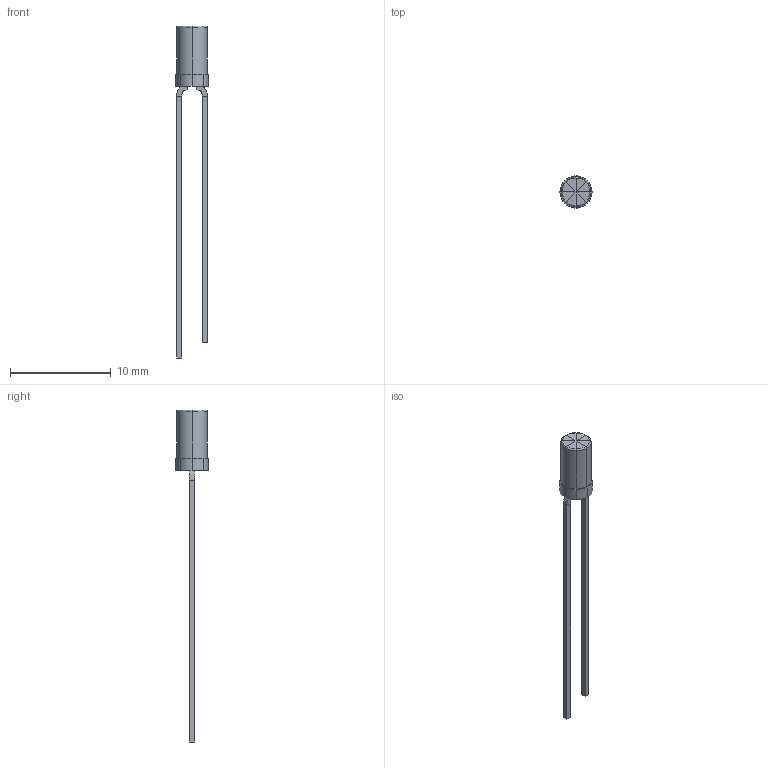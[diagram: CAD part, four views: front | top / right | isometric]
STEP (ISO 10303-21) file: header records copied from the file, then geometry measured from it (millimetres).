
FILE_DESCRIPTION(('FreeCAD Model'),'2;1');
FILE_NAME('3mm_LED_Kingbright_WP424YDT_yellow.step','2018-11-02T20:02:31',('Author'),(''), 'Open CASCADE STEP processor 7.2','FreeCAD','Unknown');
FILE_SCHEMA(('AUTOMOTIVE_DESIGN_CC2 { 1 2 10303 214 -1 1 5 4 }'));
Length unit declared in the file: millimetre
Products named in the file (3): _mm_LED_Kingbright_WP424YDT_body; _mm_LED_Kingbright_WP424YDT_anode; _mm_LED_Kingbright_WP424YDT_kathode
Bounding box: 3.2 x 3.2 x 33 mm (x, y, z)
Volume: 56.8 mm3; surface area: 180.2 mm2
Topology: 3 solids, 3 shells, 68 faces, 128 edges, 66 vertices
Faces by surface type: plane 32, cylinder 16, bspline 12, cone 8
Entity records: 2014 total; most frequent: CARTESIAN_POINT 659, DIRECTION 266, ORIENTED_EDGE 256, EDGE_CURVE 128, AXIS2_PLACEMENT_3D 97, LINE 72, VECTOR 72, ADVANCED_FACE 68
